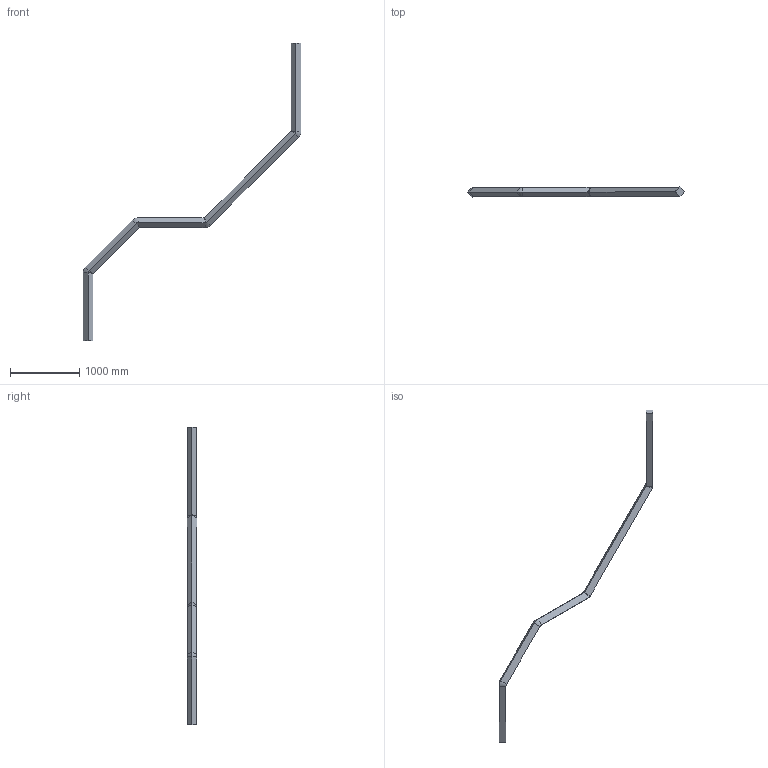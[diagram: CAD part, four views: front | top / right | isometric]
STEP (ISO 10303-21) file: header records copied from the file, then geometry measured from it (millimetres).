
FILE_DESCRIPTION(('Open CASCADE Model'),'2;1');
FILE_NAME('Open CASCADE Shape Model','2024-10-07T14:11:40',('Author'),( 'Open CASCADE'),'Open CASCADE STEP processor 7.7','Open CASCADE 7.7' ,'Unknown');
FILE_SCHEMA(('AUTOMOTIVE_DESIGN { 1 0 10303 214 1 1 1 1 }'));
Length unit declared in the file: millimetre
Products named in the file (1): Open CASCADE STEP translator 7.7 9
Bounding box: 3140 x 140 x 4300 mm (x, y, z)
Volume: 59985682.9 mm3; surface area: 2448827.2 mm2
Topology: 1 solids, 1 shells, 38 faces, 76 edges, 40 vertices
Faces by surface type: plane 22, bspline 16
Entity records: 2274 total; most frequent: CARTESIAN_POINT 867, DIRECTION 194, ORIENTED_EDGE 152, PCURVE 152, DEFINITIONAL_REPRESENTATION 152, LINE 148, VECTOR 148, B_SPLINE_CURVE_WITH_KNOTS 80
